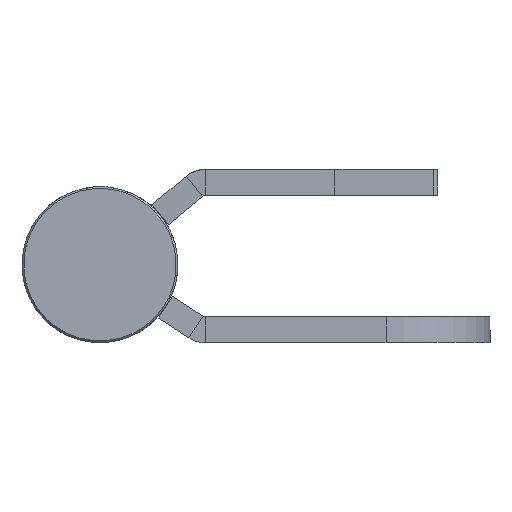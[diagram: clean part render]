
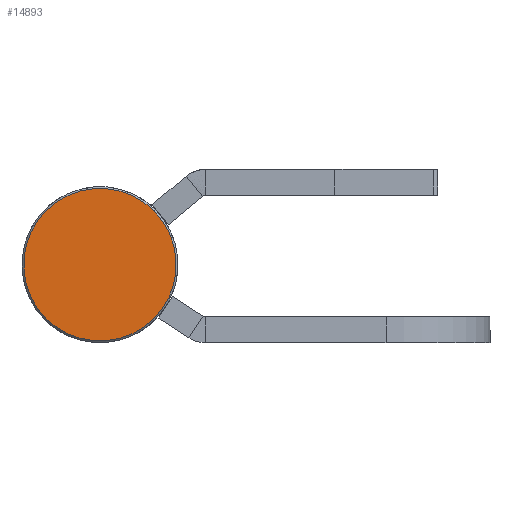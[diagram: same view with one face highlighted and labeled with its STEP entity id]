
A CAD part, left-side view. The second image highlights one B-rep face of the part: STEP entity #14893.
In plain terms, the highlighted face is planar.
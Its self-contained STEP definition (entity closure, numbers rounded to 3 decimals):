
#1923 = AXIS2_PLACEMENT_3D ( 'NONE', #5872, #4471, #9495 ) ;
#2447 = AXIS2_PLACEMENT_3D ( 'NONE', #11386, #5271, #2631 ) ;
#2631 = DIRECTION ( 'NONE',  ( 0., 0., 1. ) ) ;
#2837 = ORIENTED_EDGE ( 'NONE', *, *, #14286, .F. ) ;
#2904 = CIRCLE ( 'NONE', #9628, 8.8 ) ;
#3903 = ORIENTED_EDGE ( 'NONE', *, *, #15834, .F. ) ;
#4142 = VERTEX_POINT ( 'NONE', #6222 ) ;
#4471 = DIRECTION ( 'NONE',  ( -1., 0., 0. ) ) ;
#5205 = VERTEX_POINT ( 'NONE', #15441 ) ;
#5271 = DIRECTION ( 'NONE',  ( -1., 0., 0. ) ) ;
#5815 = PLANE ( 'NONE',  #1923 ) ;
#5872 = CARTESIAN_POINT ( 'NONE',  ( 37., 8.8, 0. ) ) ;
#6222 = CARTESIAN_POINT ( 'NONE',  ( 37., 0., -8.8 ) ) ;
#6663 = CARTESIAN_POINT ( 'NONE',  ( 37., 0., 0. ) ) ;
#8462 = EDGE_LOOP ( 'NONE', ( #3903, #2837 ) ) ;
#9061 = DIRECTION ( 'NONE',  ( 0., 0., 1. ) ) ;
#9495 = DIRECTION ( 'NONE',  ( 0., 0., 1. ) ) ;
#9628 = AXIS2_PLACEMENT_3D ( 'NONE', #6663, #10463, #9061 ) ;
#10463 = DIRECTION ( 'NONE',  ( -1., 0., 0. ) ) ;
#11386 = CARTESIAN_POINT ( 'NONE',  ( 37., 0., 0. ) ) ;
#12464 = CIRCLE ( 'NONE', #2447, 8.8 ) ;
#13205 = FACE_OUTER_BOUND ( 'NONE', #8462, .T. ) ;
#14286 = EDGE_CURVE ( 'NONE', #4142, #5205, #12464, .T. ) ;
#14893 = ADVANCED_FACE ( 'NONE', ( #13205 ), #5815, .F. ) ;
#15441 = CARTESIAN_POINT ( 'NONE',  ( 37., 0., 8.8 ) ) ;
#15834 = EDGE_CURVE ( 'NONE', #5205, #4142, #2904, .T. ) ;
